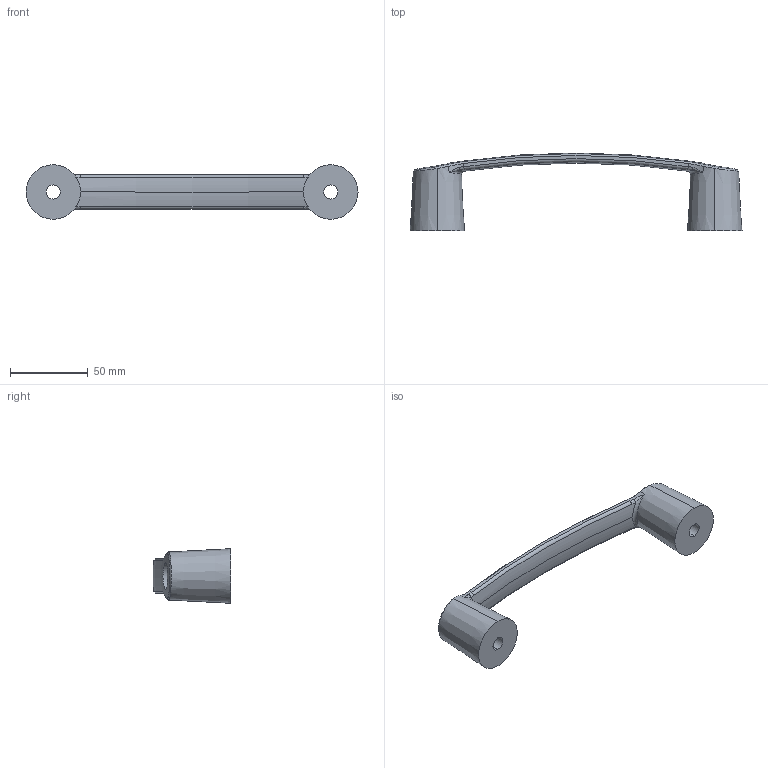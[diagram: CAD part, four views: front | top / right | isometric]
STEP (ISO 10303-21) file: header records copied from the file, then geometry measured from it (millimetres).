
FILE_DESCRIPTION (( 'STEP AP203' ), '1' );
FILE_NAME ('12179b85.1.STEP', '2009-01-14T13:38:22', ( ' ' ), ( ' ' ), 'SwSTEP 2.0', 'SolidWorks 2007', '' );
FILE_SCHEMA (( 'CONFIG_CONTROL_DESIGN' ));
Length unit declared in the file: millimetre
Products named in the file (1): 12179b85.1
Bounding box: 213 x 49.99 x 35 mm (x, y, z)
Volume: 78438.6 mm3; surface area: 22605.9 mm2
Topology: 1 solids, 1 shells, 57 faces, 143 edges, 86 vertices
Faces by surface type: bspline 20, cylinder 14, plane 12, cone 6, torus 5
Entity records: 2851 total; most frequent: CARTESIAN_POINT 1597, ORIENTED_EDGE 278, DIRECTION 194, EDGE_CURVE 139, VERTEX_POINT 86, AXIS2_PLACEMENT_3D 83, B_SPLINE_CURVE_WITH_KNOTS 66, EDGE_LOOP 63
